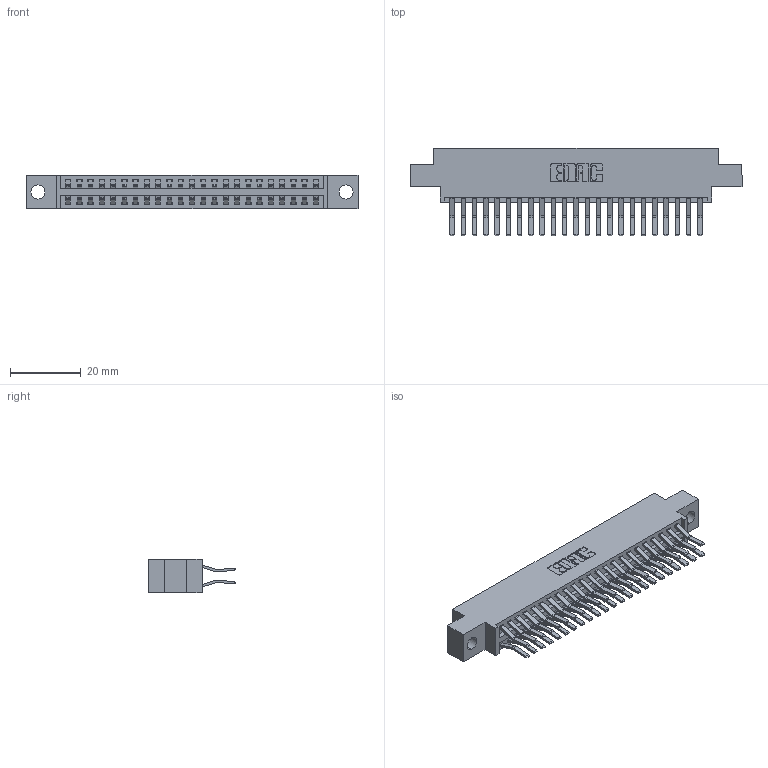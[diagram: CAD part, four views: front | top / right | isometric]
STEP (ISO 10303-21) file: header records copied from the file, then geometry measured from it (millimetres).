
FILE_DESCRIPTION (( 'STEP AP203' ), '1' );
FILE_NAME ('346-046-560-804.STEP', '2018-08-25T07:02:25', ( '' ), ( '' ), 'SwSTEP 2.0', 'SolidWorks 2016', '' );
FILE_SCHEMA (( 'CONFIG_CONTROL_DESIGN' ));
Length unit declared in the file: inch
Products named in the file (3): 346 Part_0.170 Offset - 0.156 Dia-TH; 345-292-001_560 Tail; 346-046-560-804
Assembly tree (47 placements, depth 2):
  346-046-560-804
    346 Part_0.170 Offset - 0.156 Dia-TH
    345-292-001_560 Tail  x46
Bounding box: 93.6 x 24.78 x 9.4 mm (x, y, z)
Volume: 9038.5 mm3; surface area: 12922.8 mm2
Topology: 47 solids, 47 shells, 2610 faces, 7747 edges, 5102 vertices
Faces by surface type: plane 1690, cylinder 920
Entity records: 17791 total; most frequent: CARTESIAN_POINT 2960, ORIENTED_EDGE 2894, DIRECTION 2663, EDGE_CURVE 1447, VECTOR 1219, LINE 1219, VERTEX_POINT 962, AXIS2_PLACEMENT_3D 722
